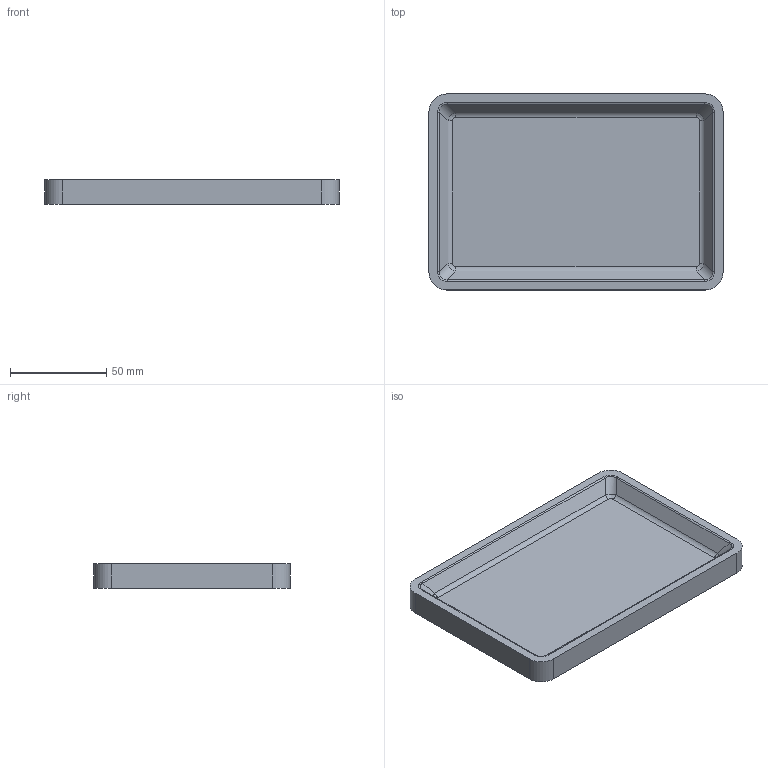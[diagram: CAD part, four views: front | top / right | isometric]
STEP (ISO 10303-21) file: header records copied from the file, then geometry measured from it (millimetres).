
FILE_DESCRIPTION(('CATIA V5 STEP Exchange'),'2;1');
FILE_NAME('4x6 Tray RndCrnr.stp','2020-02-04T15:43:53+00:00',('none'),('none'),'CATIA Version 5 Release 16 (IN-10)','CATIA V5 STEP AP203','none');
FILE_SCHEMA(('CONFIG_CONTROL_DESIGN'));
Length unit declared in the file: millimetre
Products named in the file (1): Tray
Bounding box: 152.4 x 101.6 x 12.7 mm (x, y, z)
Volume: 101816.3 mm3; surface area: 38755 mm2
Topology: 1 solids, 1 shells, 35 faces, 80 edges, 48 vertices
Faces by surface type: cylinder 16, plane 11, bspline 8
Entity records: 1588 total; most frequent: CARTESIAN_POINT 840, ORIENTED_EDGE 160, DIRECTION 108, EDGE_CURVE 80, VERTEX_POINT 48, AXIS2_PLACEMENT_3D 46, VECTOR 36, EDGE_LOOP 36
